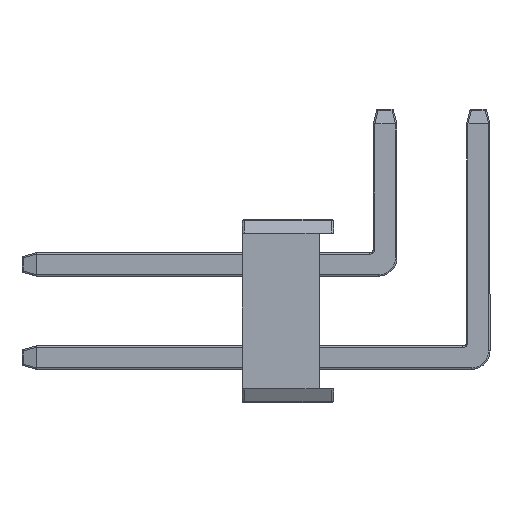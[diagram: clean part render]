
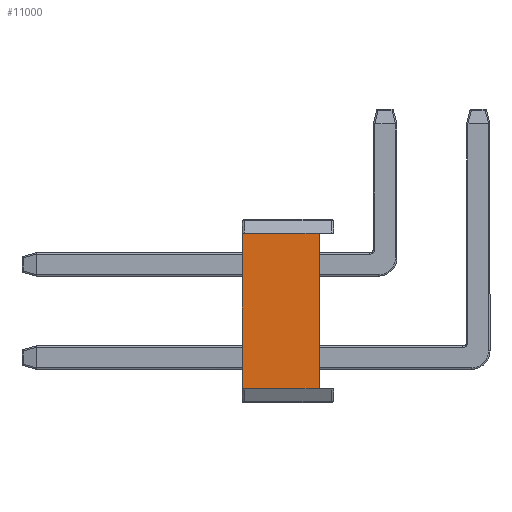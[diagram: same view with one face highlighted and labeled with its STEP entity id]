
A CAD part, left-side view. The second image highlights one B-rep face of the part: STEP entity #11000.
In plain terms, the highlighted planar face has unit normal (-1, 0, 0).
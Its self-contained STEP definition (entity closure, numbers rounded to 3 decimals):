
#81 = ORIENTED_EDGE ( 'NONE', *, *, #10000, .T. ) ;
#1232 = DIRECTION ( 'NONE',  ( 1., 0., 0. ) ) ;
#1408 = ORIENTED_EDGE ( 'NONE', *, *, #23006, .F. ) ;
#1708 = DIRECTION ( 'NONE',  ( -1., 0., 0. ) ) ;
#3228 = VECTOR ( 'NONE', #8621, 1000. ) ;
#3334 = AXIS2_PLACEMENT_3D ( 'NONE', #5781, #1232, #17307 ) ;
#4938 = CARTESIAN_POINT ( 'NONE',  ( -11.43, 1.18, 2.125 ) ) ;
#5231 = EDGE_CURVE ( 'NONE', #7888, #9805, #19028, .T. ) ;
#5493 = FACE_OUTER_BOUND ( 'NONE', #18727, .T. ) ;
#5781 = CARTESIAN_POINT ( 'NONE',  ( -11.43, 1.25, -2.125 ) ) ;
#6380 = EDGE_CURVE ( 'NONE', #7888, #21421, #23317, .T. ) ;
#6812 = VECTOR ( 'NONE', #7648, 1000. ) ;
#7648 = DIRECTION ( 'NONE',  ( 0., 0., 1. ) ) ;
#7888 = VERTEX_POINT ( 'NONE', #26316 ) ;
#8621 = DIRECTION ( 'NONE',  ( 0., -1., 0. ) ) ;
#9233 = CARTESIAN_POINT ( 'NONE',  ( -11.43, -0.85, 2.125 ) ) ;
#9612 = CARTESIAN_POINT ( 'NONE',  ( -11.43, 1.18, -2.125 ) ) ;
#9805 = VERTEX_POINT ( 'NONE', #25294 ) ;
#9992 = DIRECTION ( 'NONE',  ( 0., -1., 0. ) ) ;
#10000 = EDGE_CURVE ( 'NONE', #21842, #9805, #10587, .T. ) ;
#10201 = VERTEX_POINT ( 'NONE', #9233 ) ;
#10416 = VECTOR ( 'NONE', #22249, 1000. ) ;
#10587 = CIRCLE ( 'NONE', #14984, 0.07 ) ;
#10934 = AXIS2_PLACEMENT_3D ( 'NONE', #26849, #13007, #29173 ) ;
#11000 = ADVANCED_FACE ( 'NONE', ( #5493 ), #14966, .F. ) ;
#11678 = EDGE_CURVE ( 'NONE', #21421, #14429, #15099, .T. ) ;
#12082 = ORIENTED_EDGE ( 'NONE', *, *, #11678, .T. ) ;
#13007 = DIRECTION ( 'NONE',  ( -1., 0., 0. ) ) ;
#14429 = VERTEX_POINT ( 'NONE', #27707 ) ;
#14444 = CARTESIAN_POINT ( 'NONE',  ( -11.43, 1.25, -2.125 ) ) ;
#14966 = PLANE ( 'NONE',  #3334 ) ;
#14984 = AXIS2_PLACEMENT_3D ( 'NONE', #15448, #1708, #17773 ) ;
#15099 = LINE ( 'NONE', #14444, #26675 ) ;
#15260 = CARTESIAN_POINT ( 'NONE',  ( -11.43, -0.85, -2.125 ) ) ;
#15413 = LINE ( 'NONE', #24711, #3228 ) ;
#15448 = CARTESIAN_POINT ( 'NONE',  ( -11.43, 1.18, 2.055 ) ) ;
#17271 = ORIENTED_EDGE ( 'NONE', *, *, #5231, .F. ) ;
#17307 = DIRECTION ( 'NONE',  ( 0., 0., -1. ) ) ;
#17773 = DIRECTION ( 'NONE',  ( 0., 0., -1. ) ) ;
#18727 = EDGE_LOOP ( 'NONE', ( #17271, #24703, #12082, #1408, #29850, #81 ) ) ;
#19028 = LINE ( 'NONE', #21433, #6812 ) ;
#21421 = VERTEX_POINT ( 'NONE', #9612 ) ;
#21433 = CARTESIAN_POINT ( 'NONE',  ( -11.43, 1.25, -2.125 ) ) ;
#21842 = VERTEX_POINT ( 'NONE', #4938 ) ;
#22249 = DIRECTION ( 'NONE',  ( 0., 0., -1. ) ) ;
#23006 = EDGE_CURVE ( 'NONE', #10201, #14429, #28781, .T. ) ;
#23317 = CIRCLE ( 'NONE', #10934, 0.07 ) ;
#24703 = ORIENTED_EDGE ( 'NONE', *, *, #6380, .T. ) ;
#24711 = CARTESIAN_POINT ( 'NONE',  ( -11.43, 1.25, 2.125 ) ) ;
#25294 = CARTESIAN_POINT ( 'NONE',  ( -11.43, 1.25, 2.055 ) ) ;
#26316 = CARTESIAN_POINT ( 'NONE',  ( -11.43, 1.25, -2.055 ) ) ;
#26675 = VECTOR ( 'NONE', #9992, 1000. ) ;
#26849 = CARTESIAN_POINT ( 'NONE',  ( -11.43, 1.18, -2.055 ) ) ;
#27707 = CARTESIAN_POINT ( 'NONE',  ( -11.43, -0.85, -2.125 ) ) ;
#27895 = EDGE_CURVE ( 'NONE', #21842, #10201, #15413, .T. ) ;
#28781 = LINE ( 'NONE', #15260, #10416 ) ;
#29173 = DIRECTION ( 'NONE',  ( 0., 0., -1. ) ) ;
#29850 = ORIENTED_EDGE ( 'NONE', *, *, #27895, .F. ) ;
